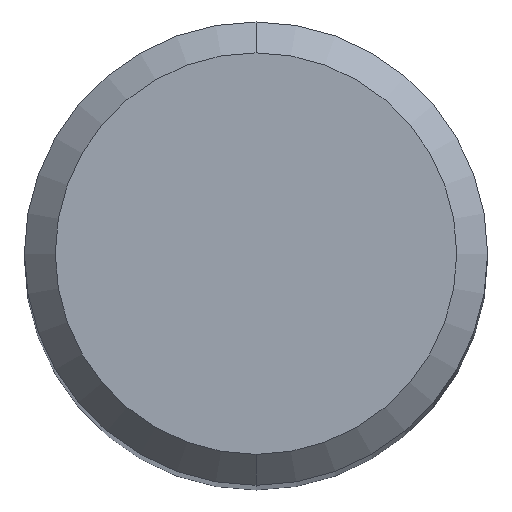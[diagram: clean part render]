
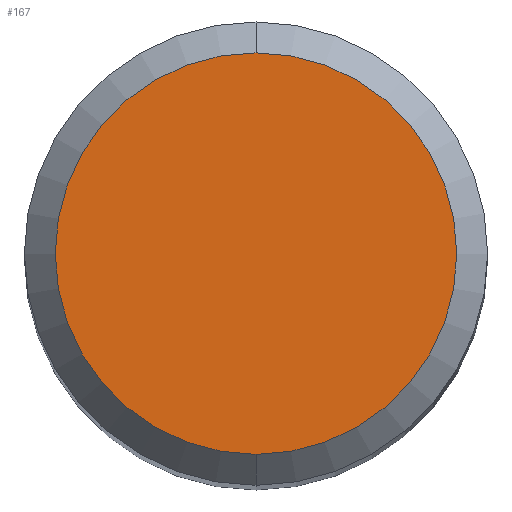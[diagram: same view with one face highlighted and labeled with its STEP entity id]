
A CAD part, top view. The second image highlights one B-rep face of the part: STEP entity #167.
In plain terms, the highlighted planar face has unit normal (0, 0, 1).
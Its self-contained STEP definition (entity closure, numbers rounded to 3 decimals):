
#159=VERTEX_POINT('',#321);
#167=ADVANCED_FACE('',(#329),#330,.T.);
#179=EDGE_CURVE('',#221,#159,#343,.T.);
#189=EDGE_CURVE('',#159,#221,#353,.T.);
#221=VERTEX_POINT('',#388);
#321=CARTESIAN_POINT('',(0.0,2.6,0.0));
#329=FACE_OUTER_BOUND('',#508,.T.);
#330=PLANE('',#509);
#343=CIRCLE('',#526,2.6);
#353=CIRCLE('',#542,2.6);
#388=CARTESIAN_POINT('',(0.,-2.6,0.0));
#508=EDGE_LOOP('',(#707,#708));
#509=AXIS2_PLACEMENT_3D('',#709,#710,#711);
#526=AXIS2_PLACEMENT_3D('',#728,#729,#730);
#542=AXIS2_PLACEMENT_3D('',#736,#737,#738);
#707=ORIENTED_EDGE('',*,*,#189,.F.);
#708=ORIENTED_EDGE('',*,*,#179,.F.);
#709=CARTESIAN_POINT('',(0.0,1.3,0.0));
#710=DIRECTION('',(-0.0,0.0,1.0));
#711=DIRECTION('',(0.0,-1.0,0.0));
#728=CARTESIAN_POINT('',(0.0,0.0,0.0));
#729=DIRECTION('',(0.0,0.0,-1.0));
#730=DIRECTION('',(0.0,1.0,0.0));
#736=CARTESIAN_POINT('',(0.0,0.0,0.0));
#737=DIRECTION('',(0.0,0.0,-1.0));
#738=DIRECTION('',(0.0,1.0,0.0));
